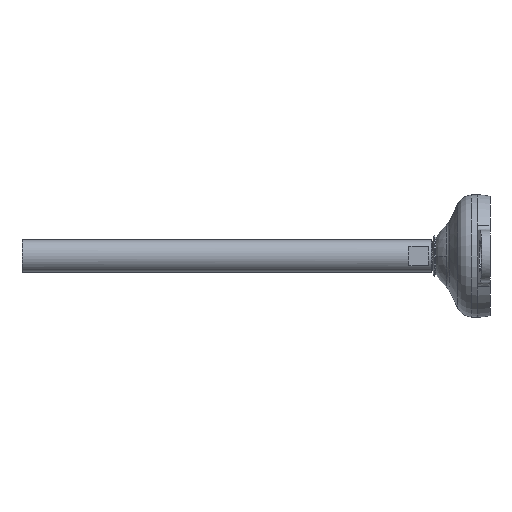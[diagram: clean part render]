
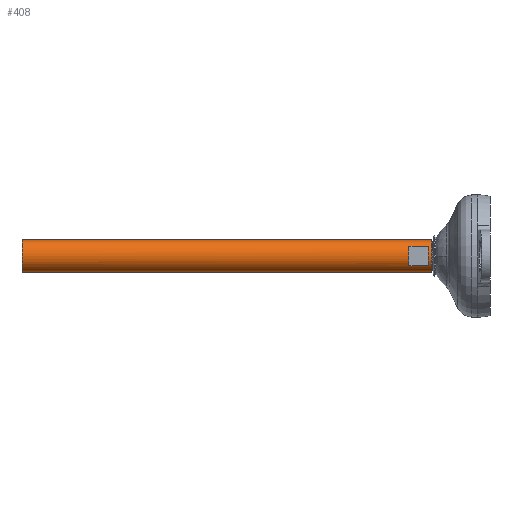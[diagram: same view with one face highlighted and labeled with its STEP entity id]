
A CAD part, left-side view. The second image highlights one B-rep face of the part: STEP entity #408.
In plain terms, the highlighted cylindrical face has radius 8 mm (diameter 16 mm), a partial arc.
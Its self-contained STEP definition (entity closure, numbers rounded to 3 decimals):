
#70 = CIRCLE ( 'NONE', #771, 8. ) ;
#83 = EDGE_CURVE ( 'NONE', #182, #647, #70, .T. ) ;
#95 = DIRECTION ( 'NONE',  ( 0., 0., -1. ) ) ;
#129 = DIRECTION ( 'NONE',  ( 0., 0., -1. ) ) ;
#152 = DIRECTION ( 'NONE',  ( 0., -1., 0. ) ) ;
#176 = VERTEX_POINT ( 'NONE', #1542 ) ;
#182 = VERTEX_POINT ( 'NONE', #1298 ) ;
#237 = VECTOR ( 'NONE', #958, 1000. ) ;
#246 = DIRECTION ( 'NONE',  ( 0., -1., 0. ) ) ;
#251 = DIRECTION ( 'NONE',  ( 0., -1., 0. ) ) ;
#253 = CARTESIAN_POINT ( 'NONE',  ( 0., 0., 0. ) ) ;
#268 = CARTESIAN_POINT ( 'NONE',  ( 0., 228., 8. ) ) ;
#297 = LINE ( 'NONE', #431, #1385 ) ;
#303 = EDGE_CURVE ( 'NONE', #647, #1310, #705, .T. ) ;
#336 = CIRCLE ( 'NONE', #1309, 8. ) ;
#340 = DIRECTION ( 'NONE',  ( 0., -1., 0. ) ) ;
#343 = ORIENTED_EDGE ( 'NONE', *, *, #1621, .T. ) ;
#350 = CARTESIAN_POINT ( 'NONE',  ( -6.5, 30., -4.664 ) ) ;
#376 = CARTESIAN_POINT ( 'NONE',  ( 0., 0., 8. ) ) ;
#408 = ADVANCED_FACE ( 'NONE', ( #1033, #759 ), #1671, .T. ) ;
#413 = ORIENTED_EDGE ( 'NONE', *, *, #640, .F. ) ;
#431 = CARTESIAN_POINT ( 'NONE',  ( 0., 0., -8. ) ) ;
#437 = ORIENTED_EDGE ( 'NONE', *, *, #1623, .T. ) ;
#450 = LINE ( 'NONE', #697, #1728 ) ;
#486 = ORIENTED_EDGE ( 'NONE', *, *, #1077, .T. ) ;
#488 = DIRECTION ( 'NONE',  ( 0., 0., -1. ) ) ;
#525 = ORIENTED_EDGE ( 'NONE', *, *, #1444, .F. ) ;
#583 = CARTESIAN_POINT ( 'NONE',  ( 0., 28.5, -8. ) ) ;
#609 = DIRECTION ( 'NONE',  ( 0., 0., 1. ) ) ;
#639 = AXIS2_PLACEMENT_3D ( 'NONE', #805, #1721, #129 ) ;
#640 = EDGE_CURVE ( 'NONE', #176, #1207, #1031, .T. ) ;
#642 = ORIENTED_EDGE ( 'NONE', *, *, #1472, .T. ) ;
#647 = VERTEX_POINT ( 'NONE', #1326 ) ;
#656 = LINE ( 'NONE', #376, #844 ) ;
#678 = ORIENTED_EDGE ( 'NONE', *, *, #83, .T. ) ;
#697 = CARTESIAN_POINT ( 'NONE',  ( -6.5, 0., -4.664 ) ) ;
#705 = LINE ( 'NONE', #819, #237 ) ;
#712 = CARTESIAN_POINT ( 'NONE',  ( 0., 39.5, 0. ) ) ;
#759 = FACE_BOUND ( 'NONE', #1150, .T. ) ;
#771 = AXIS2_PLACEMENT_3D ( 'NONE', #712, #859, #609 ) ;
#785 = DIRECTION ( 'NONE',  ( 0., 0., -1. ) ) ;
#797 = DIRECTION ( 'NONE',  ( 0., -1., 0. ) ) ;
#805 = CARTESIAN_POINT ( 'NONE',  ( 0., 28.5, 0. ) ) ;
#819 = CARTESIAN_POINT ( 'NONE',  ( -6.5, 0., 4.664 ) ) ;
#830 = DIRECTION ( 'NONE',  ( 0., 1., 0. ) ) ;
#831 = AXIS2_PLACEMENT_3D ( 'NONE', #253, #246, #95 ) ;
#832 = ORIENTED_EDGE ( 'NONE', *, *, #303, .T. ) ;
#844 = VECTOR ( 'NONE', #797, 1000. ) ;
#859 = DIRECTION ( 'NONE',  ( 0., 1., 0. ) ) ;
#958 = DIRECTION ( 'NONE',  ( 0., -1., 0. ) ) ;
#1013 = CARTESIAN_POINT ( 'NONE',  ( 0., 228., 0. ) ) ;
#1031 = CIRCLE ( 'NONE', #639, 8. ) ;
#1033 = FACE_OUTER_BOUND ( 'NONE', #1711, .T. ) ;
#1068 = AXIS2_PLACEMENT_3D ( 'NONE', #1467, #251, #785 ) ;
#1077 = EDGE_CURVE ( 'NONE', #1382, #1654, #336, .T. ) ;
#1130 = CARTESIAN_POINT ( 'NONE',  ( 0., 228., -8. ) ) ;
#1150 = EDGE_LOOP ( 'NONE', ( #437, #678, #832, #642 ) ) ;
#1203 = CIRCLE ( 'NONE', #1068, 8. ) ;
#1207 = VERTEX_POINT ( 'NONE', #583 ) ;
#1244 = CARTESIAN_POINT ( 'NONE',  ( -6.5, 30., 4.664 ) ) ;
#1298 = CARTESIAN_POINT ( 'NONE',  ( -6.5, 39.5, -4.664 ) ) ;
#1309 = AXIS2_PLACEMENT_3D ( 'NONE', #1013, #340, #488 ) ;
#1310 = VERTEX_POINT ( 'NONE', #1244 ) ;
#1326 = CARTESIAN_POINT ( 'NONE',  ( -6.5, 39.5, 4.664 ) ) ;
#1382 = VERTEX_POINT ( 'NONE', #268 ) ;
#1385 = VECTOR ( 'NONE', #152, 1000. ) ;
#1444 = EDGE_CURVE ( 'NONE', #1382, #176, #656, .T. ) ;
#1467 = CARTESIAN_POINT ( 'NONE',  ( 0., 30., 0. ) ) ;
#1472 = EDGE_CURVE ( 'NONE', #1310, #1660, #1203, .T. ) ;
#1542 = CARTESIAN_POINT ( 'NONE',  ( 0., 28.5, 8. ) ) ;
#1621 = EDGE_CURVE ( 'NONE', #1654, #1207, #297, .T. ) ;
#1623 = EDGE_CURVE ( 'NONE', #1660, #182, #450, .T. ) ;
#1654 = VERTEX_POINT ( 'NONE', #1130 ) ;
#1660 = VERTEX_POINT ( 'NONE', #350 ) ;
#1671 = CYLINDRICAL_SURFACE ( 'NONE', #831, 8. ) ;
#1711 = EDGE_LOOP ( 'NONE', ( #525, #486, #343, #413 ) ) ;
#1721 = DIRECTION ( 'NONE',  ( 0., -1., 0. ) ) ;
#1728 = VECTOR ( 'NONE', #830, 1000. ) ;
